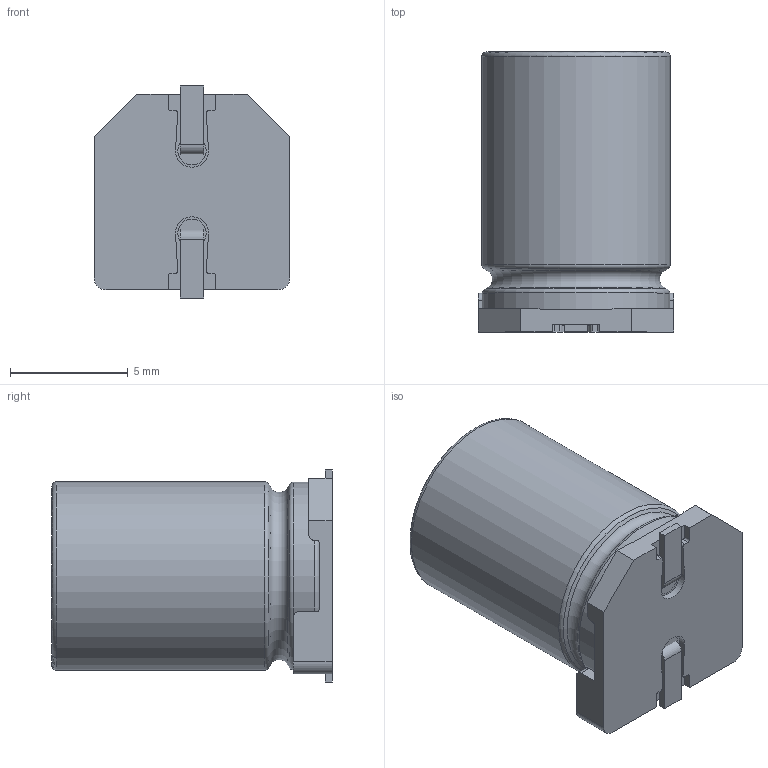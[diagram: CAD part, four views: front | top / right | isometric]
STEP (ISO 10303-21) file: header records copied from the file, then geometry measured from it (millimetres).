
FILE_DESCRIPTION(/* description */ ('STEP AP214'),/* implementation_level */ '2;1');
FILE_NAME(/* name */ '8 SIZE CODE E12',/* time_stamp */ '2021-04-03T14:33:35',/* author */ ('‘SŽÐ•W�€PC�iver1803�j'),/* organization */ ('ﾃpﾃiﾃ\ﾃjﾃbﾃNﾊﾔﾎﾮﾉ￯ﾎ￐'),/* preprocessor_version */ '5.0.0 (framework 5.0.0.202006301418)',/* originating_system */ 'IDA-STEP',/* authorization */ '');
FILE_SCHEMA(('AP242_MANAGED_MODEL_BASED_3D_ENGINEERING_MIM'));
Length unit declared in the file: millimetre
Products named in the file (1): E12
Bounding box: 8.3 x 11.9 x 9 mm (x, y, z)
Surface area: 526.4 mm2 (no closed solid volume)
Topology: 0 solids, 6 shells, 87 faces, 256 edges, 174 vertices
Faces by surface type: plane 48, cylinder 32, torus 5, cone 2
Full cylindrical faces by diameter (mm): 7.95 x1, 8 x1
Entity records: 3905 total; most frequent: CARTESIAN_POINT 645, DIRECTION 479, ORIENTED_EDGE 435, EDGE_CURVE 246, VERTEX_POINT 173, AXIS2_PLACEMENT_3D 161, LINE 157, VECTOR 157
